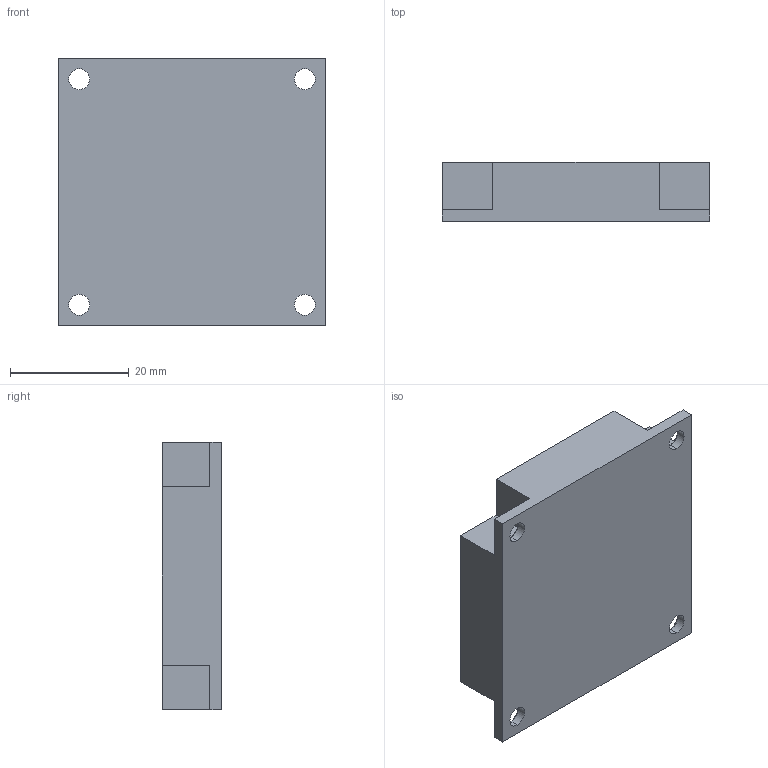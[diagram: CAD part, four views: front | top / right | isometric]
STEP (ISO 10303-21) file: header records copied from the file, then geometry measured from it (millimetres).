
FILE_DESCRIPTION (( 'STEP AP203' ), '1' );
FILE_NAME ('ATS-CPX045045010-197-C1-R0.STEP', '2016-01-20T22:43:54', ( 'LCS' ), ( '' ), 'SwSTEP 2.0', 'SolidWorks 2015', '' );
FILE_SCHEMA (( 'CONFIG_CONTROL_DESIGN' ));
Length unit declared in the file: millimetre
Products named in the file (1): ATS-CPX045045010-197-C1-R0
Bounding box: 45 x 10 x 45 mm (x, y, z)
Volume: 18157.9 mm3; surface area: 5849.4 mm2
Topology: 1 solids, 1 shells, 34 faces, 88 edges, 56 vertices
Faces by surface type: plane 18, cone 8, cylinder 8
Entity records: 1125 total; most frequent: DIRECTION 182, CARTESIAN_POINT 179, ORIENTED_EDGE 176, EDGE_CURVE 88, VECTOR 64, LINE 64, AXIS2_PLACEMENT_3D 59, VERTEX_POINT 56
